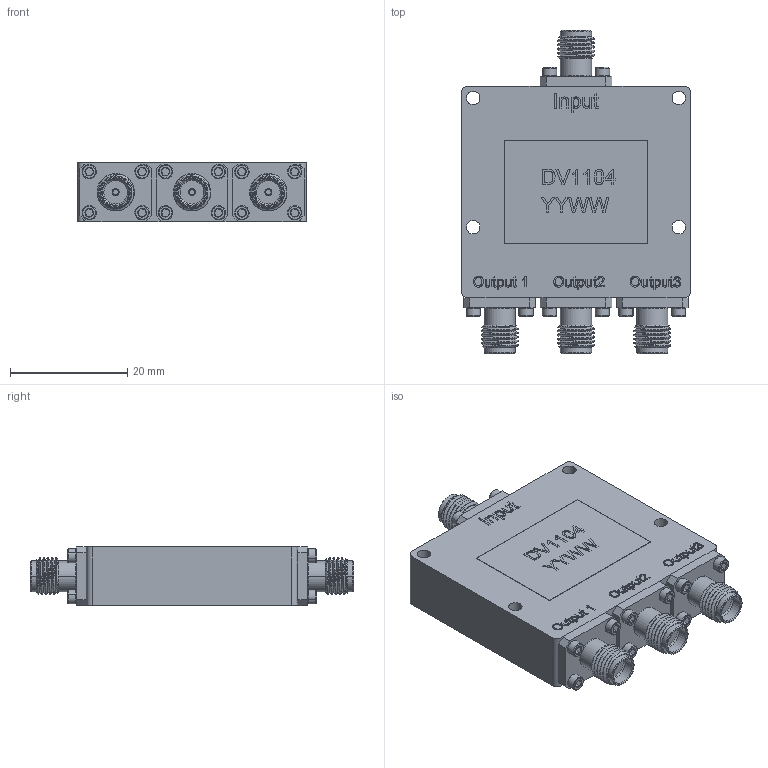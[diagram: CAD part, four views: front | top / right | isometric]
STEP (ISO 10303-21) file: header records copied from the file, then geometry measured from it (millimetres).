
FILE_DESCRIPTION (( 'STEP AP214' ), '1' );
FILE_NAME ('FMDV1104_3D.step', '2023-03-08T23:09:10', ( '' ), ( '' ), 'SwSTEP 2.0', 'SolidWorks 2022', '' );
FILE_SCHEMA (( 'AUTOMOTIVE_DESIGN' ));
Length unit declared in the file: inch
Products named in the file (1): FMDV1104_3D
Bounding box: 39 x 55.04 x 10.08 mm (x, y, z)
Volume: 15428.5 mm3; surface area: 6061.3 mm2
Topology: 1 solids, 1 shells, 1082 faces, 2619 edges, 1642 vertices
Faces by surface type: plane 518, cone 224, bspline 208, cylinder 124, torus 8
Entity records: 45871 total; most frequent: CARTESIAN_POINT 22264, ORIENTED_EDGE 5238, DIRECTION 4141, EDGE_CURVE 2619, VERTEX_POINT 1642, LINE 1559, VECTOR 1559, AXIS2_PLACEMENT_3D 1291
